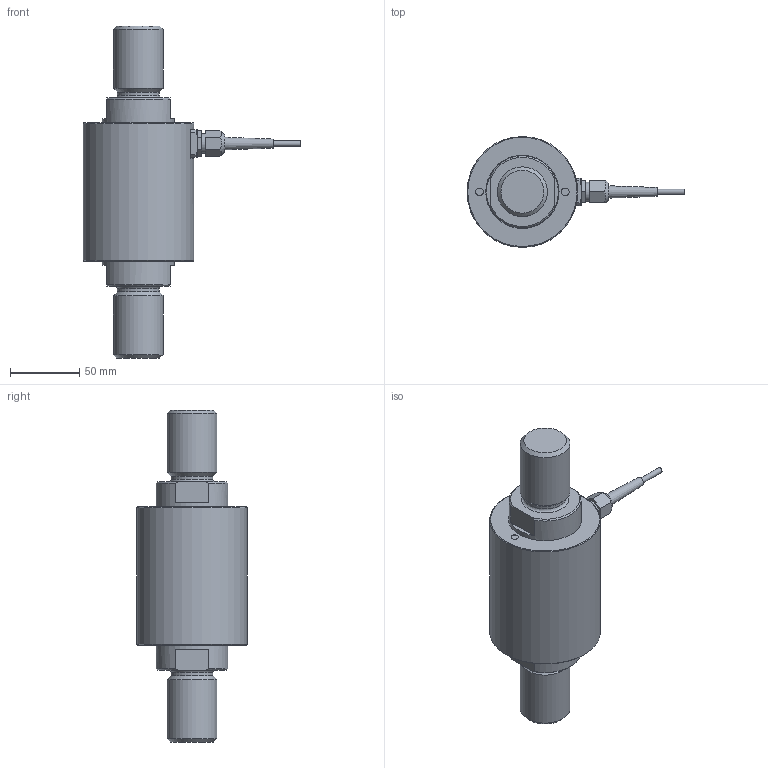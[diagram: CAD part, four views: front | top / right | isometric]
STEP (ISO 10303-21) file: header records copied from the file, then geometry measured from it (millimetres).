
FILE_DESCRIPTION((''),'2;1');
FILE_NAME('EMS150-100 - model.stp','2018-02-14T14:58:42',('PC'),(''),'Autodesk Inventor 2010','Autodesk Inventor 2010','');
FILE_SCHEMA(('AUTOMOTIVE_DESIGN { 1 0 10303 214 1 1 1 1 }'));
Length unit declared in the file: millimetre
Products named in the file (1): EMS150-100 - model
Bounding box: 157.5 x 80 x 240 mm (x, y, z)
Volume: 683337.2 mm3; surface area: 59011.3 mm2
Topology: 1 solids, 1 shells, 88 faces, 194 edges, 123 vertices
Faces by surface type: plane 56, cylinder 18, cone 12, bspline 2
Full cylindrical faces by diameter (mm): 4 x1, 5.5 x6, 14 x1, 30.3 x2, 36 x2, 52 x2, 53 x1, 75 x1, 77 x1, 80 x1
Entity records: 2282 total; most frequent: CARTESIAN_POINT 477, DIRECTION 378, ORIENTED_EDGE 314, EDGE_CURVE 157, AXIS2_PLACEMENT_3D 148, EDGE_LOOP 132, VERTEX_POINT 115, FACE_OUTER_BOUND 88
